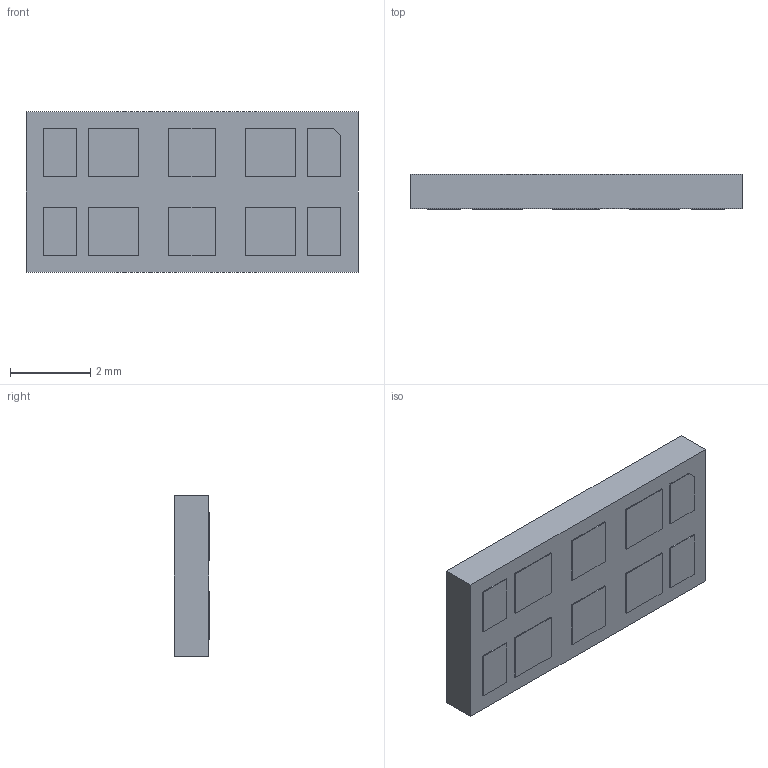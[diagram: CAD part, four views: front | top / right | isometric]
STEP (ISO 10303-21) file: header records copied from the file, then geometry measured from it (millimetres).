
FILE_DESCRIPTION((''),'2;1');
FILE_NAME('P850-GXXX','2012-07-23T',('ryans'),('Bourns, Inc.'),'PRO/ENGINEER BY PARAMETRIC TECHNOLOGY CORPORATION, 2010100','PRO/ENGINEER BY PARAMETRIC TECHNOLOGY CORPORATION, 2010100','');
FILE_SCHEMA(('CONFIG_CONTROL_DESIGN'));
Length unit declared in the file: millimetre
Products named in the file (1): P850-GXXX
Bounding box: 8.25 x 0.88 x 4 mm (x, y, z)
Volume: 28.4 mm3; surface area: 88 mm2
Topology: 1 solids, 1 shells, 57 faces, 135 edges, 90 vertices
Faces by surface type: plane 57
Entity records: 1647 total; most frequent: CARTESIAN_POINT 282, ORIENTED_EDGE 270, DIRECTION 249, VECTOR 135, LINE 135, EDGE_CURVE 135, VERTEX_POINT 90, EDGE_LOOP 67
